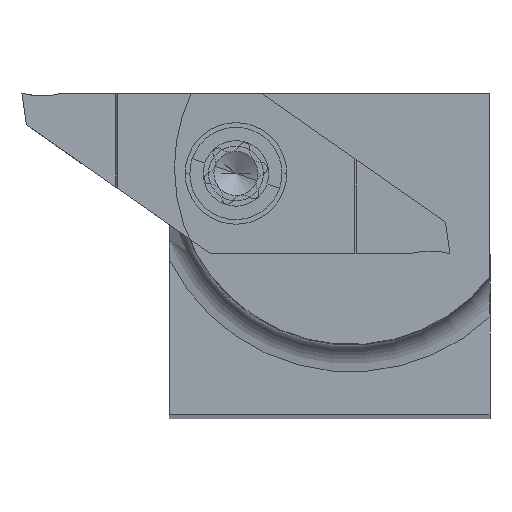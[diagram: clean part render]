
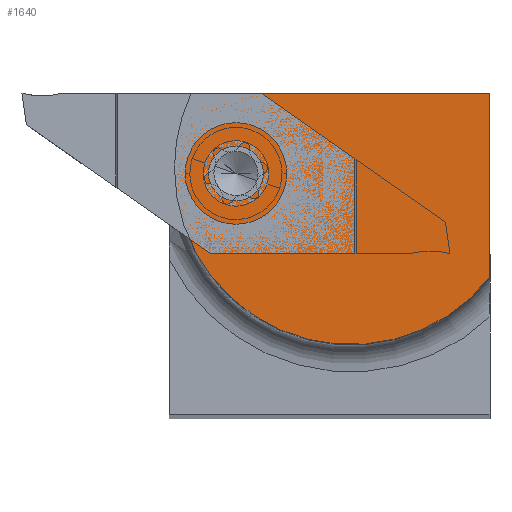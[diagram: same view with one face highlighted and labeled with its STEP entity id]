
A CAD part, top view. The second image highlights one B-rep face of the part: STEP entity #1640.
In plain terms, the highlighted planar face has unit normal (0, 0, 1).
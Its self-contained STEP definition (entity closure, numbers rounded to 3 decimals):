
#44 = DIRECTION ( 'NONE',  ( -1., 0., 0. ) ) ;
#91 = DIRECTION ( 'NONE',  ( 0., 0., -1. ) ) ;
#130 = CARTESIAN_POINT ( 'NONE',  ( 8.5, 3., 0. ) ) ;
#259 = DIRECTION ( 'NONE',  ( 1., 0., 0. ) ) ;
#270 = DIRECTION ( 'NONE',  ( 0., 0., 1. ) ) ;
#286 = CARTESIAN_POINT ( 'NONE',  ( 12.8, 3.2, 0. ) ) ;
#305 = VECTOR ( 'NONE', #976, 1000. ) ;
#317 = AXIS2_PLACEMENT_3D ( 'NONE', #1287, #1170, #1093 ) ;
#322 = LINE ( 'NONE', #1495, #305 ) ;
#326 = CIRCLE ( 'NONE', #335, 1.025 ) ;
#335 = AXIS2_PLACEMENT_3D ( 'NONE', #1349, #1218, #1387 ) ;
#338 = CIRCLE ( 'NONE', #317, 6.6 ) ;
#378 = VECTOR ( 'NONE', #1637, 1000. ) ;
#420 = LINE ( 'NONE', #1740, #378 ) ;
#669 = CARTESIAN_POINT ( 'NONE',  ( 18., -0.864, 0. ) ) ;
#682 = CIRCLE ( 'NONE', #1435, 1.025 ) ;
#700 = CIRCLE ( 'NONE', #2615, 6.6 ) ;
#762 = FACE_BOUND ( 'NONE', #2144, .T. ) ;
#774 = FACE_OUTER_BOUND ( 'NONE', #2183, .T. ) ;
#976 = DIRECTION ( 'NONE',  ( 0., -1., 0. ) ) ;
#990 = CARTESIAN_POINT ( 'NONE',  ( 7.475, 3., 0. ) ) ;
#1009 = DIRECTION ( 'NONE',  ( 1., 0., 0. ) ) ;
#1093 = DIRECTION ( 'NONE',  ( 1., 0., 0. ) ) ;
#1099 = CARTESIAN_POINT ( 'NONE',  ( 18., 6., 0. ) ) ;
#1144 = ORIENTED_EDGE ( 'NONE', *, *, #1754, .T. ) ;
#1154 = ORIENTED_EDGE ( 'NONE', *, *, #2300, .T. ) ;
#1156 = ORIENTED_EDGE ( 'NONE', *, *, #1748, .T. ) ;
#1161 = ORIENTED_EDGE ( 'NONE', *, *, #2308, .F. ) ;
#1170 = DIRECTION ( 'NONE',  ( 0., 0., 1. ) ) ;
#1180 = CARTESIAN_POINT ( 'NONE',  ( 9.525, 3., 0. ) ) ;
#1181 = ORIENTED_EDGE ( 'NONE', *, *, #2284, .F. ) ;
#1210 = DIRECTION ( 'NONE',  ( 0., 0., -1. ) ) ;
#1218 = DIRECTION ( 'NONE',  ( 0., 0., -1. ) ) ;
#1220 = CARTESIAN_POINT ( 'NONE',  ( 12., 0., 0. ) ) ;
#1227 = PLANE ( 'NONE',  #1475 ) ;
#1238 = CARTESIAN_POINT ( 'NONE',  ( 6.823, 6., 0. ) ) ;
#1287 = CARTESIAN_POINT ( 'NONE',  ( 12.8, 3.2, 0. ) ) ;
#1349 = CARTESIAN_POINT ( 'NONE',  ( 8.5, 3., 0. ) ) ;
#1387 = DIRECTION ( 'NONE',  ( -1., 0., 0. ) ) ;
#1435 = AXIS2_PLACEMENT_3D ( 'NONE', #130, #91, #44 ) ;
#1475 = AXIS2_PLACEMENT_3D ( 'NONE', #1220, #1210, #1009 ) ;
#1495 = CARTESIAN_POINT ( 'NONE',  ( 18., -6., 0. ) ) ;
#1595 = VERTEX_POINT ( 'NONE', #1238 ) ;
#1637 = DIRECTION ( 'NONE',  ( 1., 0., 0. ) ) ;
#1640 = ADVANCED_FACE ( 'NONE', ( #762, #774 ), #1227, .F. ) ;
#1726 = VERTEX_POINT ( 'NONE', #990 ) ;
#1740 = CARTESIAN_POINT ( 'NONE',  ( 18., 6., 0. ) ) ;
#1748 = EDGE_CURVE ( 'NONE', #1595, #1764, #700, .T. ) ;
#1754 = EDGE_CURVE ( 'NONE', #1726, #1877, #682, .T. ) ;
#1764 = VERTEX_POINT ( 'NONE', #2041 ) ;
#1873 = ORIENTED_EDGE ( 'NONE', *, *, #2307, .T. ) ;
#1877 = VERTEX_POINT ( 'NONE', #1180 ) ;
#2041 = CARTESIAN_POINT ( 'NONE',  ( 6.2, 3.2, 0. ) ) ;
#2144 = EDGE_LOOP ( 'NONE', ( #1144, #1154 ) ) ;
#2183 = EDGE_LOOP ( 'NONE', ( #1156, #1873, #1161, #1181 ) ) ;
#2284 = EDGE_CURVE ( 'NONE', #1595, #2304, #420, .T. ) ;
#2300 = EDGE_CURVE ( 'NONE', #1877, #1726, #326, .T. ) ;
#2304 = VERTEX_POINT ( 'NONE', #1099 ) ;
#2307 = EDGE_CURVE ( 'NONE', #1764, #2621, #338, .T. ) ;
#2308 = EDGE_CURVE ( 'NONE', #2304, #2621, #322, .T. ) ;
#2615 = AXIS2_PLACEMENT_3D ( 'NONE', #286, #270, #259 ) ;
#2621 = VERTEX_POINT ( 'NONE', #669 ) ;
